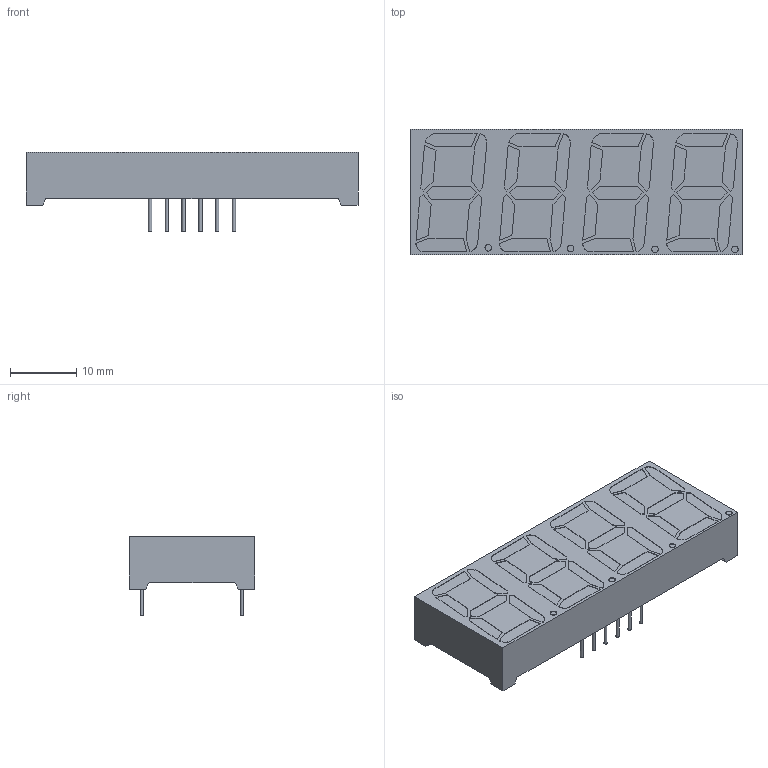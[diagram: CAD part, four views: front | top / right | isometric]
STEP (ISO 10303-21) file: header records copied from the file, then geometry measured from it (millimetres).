
FILE_DESCRIPTION(('FreeCAD Model'),'2;1');
FILE_NAME('Aluminium_sp.step', '2020-04-18T13:01:59',('kicad StepUp'),('ksu MCAD'), 'Open CASCADE STEP processor 7.3','FreeCAD','Unknown');
FILE_SCHEMA(('AUTOMOTIVE_DESIGN { 1 0 10303 214 1 1 1 1 }'));
Length unit declared in the file: millimetre
Products named in the file (1): Aluminium_sp
Bounding box: 50.3 x 19 x 12 mm (x, y, z)
Volume: 6705.6 mm3; surface area: 3050.8 mm2
Topology: 1 solids, 1 shells, 241 faces, 572 edges, 377 vertices
Faces by surface type: extrusion 152, plane 73, cylinder 16
Full cylindrical faces by diameter (mm): 0.51 x12, 1 x4
Entity records: 8827 total; most frequent: CARTESIAN_POINT 2107, ORIENTED_EDGE 1144, DIRECTION 632, EDGE_CURVE 572, B_SPLINE_CURVE_WITH_KNOTS 456, VECTOR 388, VERTEX_POINT 377, FACE_BOUND 285
